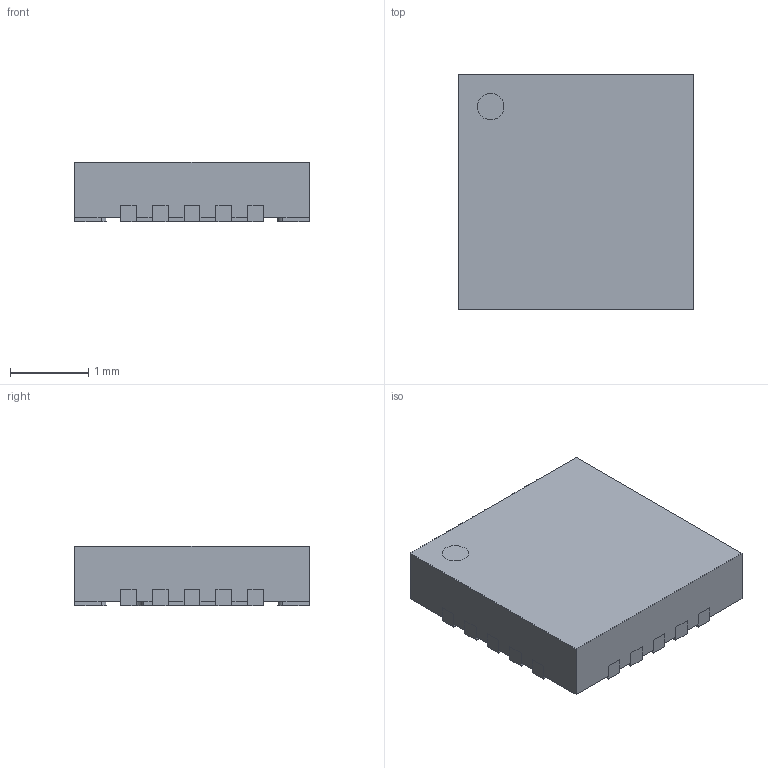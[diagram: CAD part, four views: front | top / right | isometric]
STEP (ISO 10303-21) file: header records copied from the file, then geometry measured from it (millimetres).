
FILE_DESCRIPTION (( 'STEP AP214' ), '1' );
FILE_NAME ('User Library-QFN-20-1.step', '2014-12-02T14:52:49', ( 'NAIO R&D' ), ( '' ), 'SwSTEP 2.0', 'SolidWorks 2014', '' );
FILE_SCHEMA (( 'AUTOMOTIVE_DESIGN' ));
Length unit declared in the file: inch
Products named in the file (1): User Library-QFN-20-1
Bounding box: 3 x 3 x 0.76 mm (x, y, z)
Volume: 6.6 mm3; surface area: 44.6 mm2
Topology: 23 solids, 23 shells, 242 faces, 582 edges, 388 vertices
Faces by surface type: plane 180, cylinder 62
Entity records: 10438 total; most frequent: CARTESIAN_POINT 1213, DIRECTION 1192, ORIENTED_EDGE 1164, EDGE_CURVE 582, VECTOR 458, LINE 458, VERTEX_POINT 388, AXIS2_PLACEMENT_3D 367
